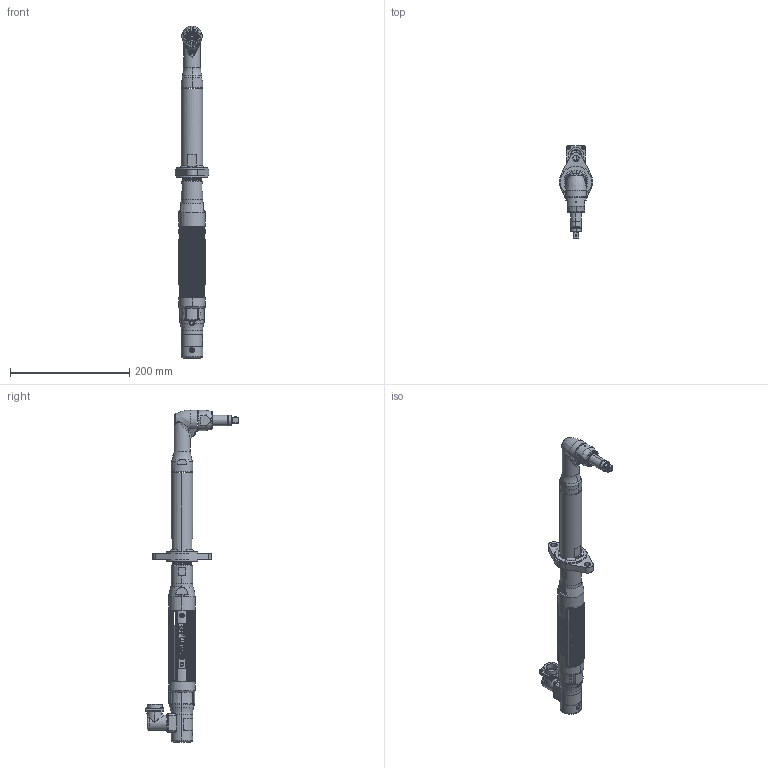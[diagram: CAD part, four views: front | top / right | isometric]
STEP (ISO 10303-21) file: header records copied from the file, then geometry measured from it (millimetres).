
FILE_DESCRIPTION((''),'2;1');
FILE_NAME('EB33MA18S0010-48','2021-03-29T13:56:27',('SXD1216'),(''),'CREO PARAMETRIC BY PTC INC, 2017380','CREO PARAMETRIC BY PTC INC, 2017380','');
FILE_SCHEMA(('CONFIG_CONTROL_DESIGN'));
Length unit declared in the file: inch
Products named in the file (1): EB33MA18S0010-48
Bounding box: 56.36 x 156.16 x 556.92 mm (x, y, z)
Surface area: 132351.1 mm2 (no closed solid volume)
Topology: 0 solids, 130 shells, 602 faces, 3272 edges, 2686 vertices
Faces by surface type: cylinder 265, plane 167, bspline 60, cone 55, torus 53, extrusion 2
Entity records: 44023 total; most frequent: CARTESIAN_POINT 20087, DIRECTION 4638, ORIENTED_EDGE 4240, EDGE_CURVE 3272, VERTEX_POINT 2686, VECTOR 1570, LINE 1568, AXIS2_PLACEMENT_3D 1534
